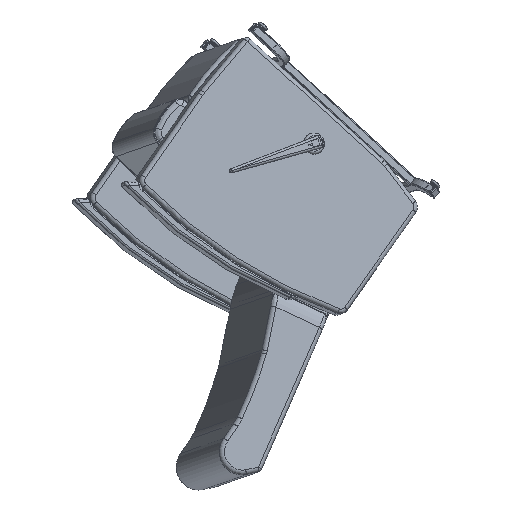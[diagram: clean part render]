
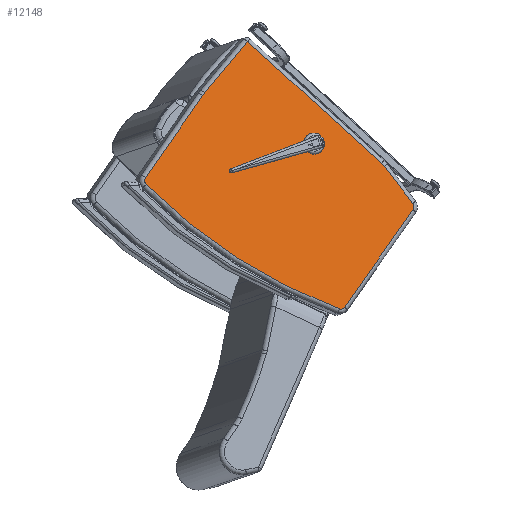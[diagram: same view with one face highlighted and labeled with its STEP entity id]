
A CAD part, left-side view. The second image highlights one B-rep face of the part: STEP entity #12148.
In plain terms, the highlighted face is planar.
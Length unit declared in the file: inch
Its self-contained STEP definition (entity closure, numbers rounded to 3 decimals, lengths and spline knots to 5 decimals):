
#1158=CIRCLE('',#13478,0.625);
#1163=CIRCLE('',#13484,0.5);
#1165=CIRCLE('',#13487,59.625);
#1166=CIRCLE('',#13489,0.625);
#1172=CIRCLE('',#13497,4.5);
#1175=CIRCLE('',#13504,2.625);
#2149=FACE_OUTER_BOUND('',#2963,.T.);
#2963=EDGE_LOOP('',(#9998,#9999,#10000,#10001,#10002,#10003,#10004,#10005,
#10006,#10007,#10008));
#3786=LINE('',#22369,#4607);
#3789=LINE('',#22417,#4610);
#3791=LINE('',#22426,#4612);
#3792=LINE('',#22440,#4613);
#3795=LINE('',#22447,#4616);
#4607=VECTOR('',#16432,0.3937);
#4610=VECTOR('',#16461,0.3937);
#4612=VECTOR('',#16473,0.3937);
#4613=VECTOR('',#16476,0.3937);
#4616=VECTOR('',#16483,0.3937);
#5582=VERTEX_POINT('',#22335);
#5584=VERTEX_POINT('',#22340);
#5585=VERTEX_POINT('',#22351);
#5587=VERTEX_POINT('',#22368);
#5589=VERTEX_POINT('',#22382);
#5592=VERTEX_POINT('',#22390);
#5593=VERTEX_POINT('',#22407);
#5595=VERTEX_POINT('',#22413);
#5597=VERTEX_POINT('',#22419);
#5600=VERTEX_POINT('',#22429);
#5601=VERTEX_POINT('',#22443);
#7072=EDGE_CURVE('',#5584,#5585,#1158,.T.);
#7075=EDGE_CURVE('',#5585,#5587,#3786,.T.);
#7080=EDGE_CURVE('',#5587,#5589,#1163,.T.);
#7082=EDGE_CURVE('',#5589,#5592,#1165,.T.);
#7084=EDGE_CURVE('',#5592,#5593,#1166,.T.);
#7089=EDGE_CURVE('',#5593,#5595,#3789,.T.);
#7092=EDGE_CURVE('',#5595,#5597,#1172,.T.);
#7094=EDGE_CURVE('',#5597,#5582,#3791,.T.);
#7096=EDGE_CURVE('',#5600,#5584,#3792,.T.);
#7100=EDGE_CURVE('',#5582,#5601,#3795,.T.);
#7102=EDGE_CURVE('',#5601,#5600,#1175,.T.);
#9998=ORIENTED_EDGE('',*,*,#7072,.F.);
#9999=ORIENTED_EDGE('',*,*,#7096,.F.);
#10000=ORIENTED_EDGE('',*,*,#7102,.F.);
#10001=ORIENTED_EDGE('',*,*,#7100,.F.);
#10002=ORIENTED_EDGE('',*,*,#7094,.F.);
#10003=ORIENTED_EDGE('',*,*,#7092,.F.);
#10004=ORIENTED_EDGE('',*,*,#7089,.F.);
#10005=ORIENTED_EDGE('',*,*,#7084,.F.);
#10006=ORIENTED_EDGE('',*,*,#7082,.F.);
#10007=ORIENTED_EDGE('',*,*,#7080,.F.);
#10008=ORIENTED_EDGE('',*,*,#7075,.F.);
#11609=PLANE('',#13538);
#12148=ADVANCED_FACE('',(#2149),#11609,.T.);
#13478=AXIS2_PLACEMENT_3D('',#22352,#16426,#16427);
#13484=AXIS2_PLACEMENT_3D('',#22386,#16440,#16441);
#13487=AXIS2_PLACEMENT_3D('',#22391,#16446,#16447);
#13489=AXIS2_PLACEMENT_3D('',#22408,#16450,#16451);
#13497=AXIS2_PLACEMENT_3D('',#22423,#16468,#16469);
#13504=AXIS2_PLACEMENT_3D('',#22450,#16488,#16489);
#13538=AXIS2_PLACEMENT_3D('',#22573,#16572,#16573);
#16426=DIRECTION('center_axis',(0.,0.,-1.));
#16427=DIRECTION('ref_axis',(-0.724,-0.69,0.));
#16432=DIRECTION('',(-0.099,0.995,0.));
#16440=DIRECTION('center_axis',(0.,0.,-1.));
#16441=DIRECTION('ref_axis',(-0.857,0.516,0.));
#16446=DIRECTION('center_axis',(0.,0.,-1.));
#16447=DIRECTION('ref_axis',(-0.167,0.986,0.));
#16450=DIRECTION('center_axis',(0.,0.,-1.));
#16451=DIRECTION('ref_axis',(0.709,0.705,0.));
#16461=DIRECTION('',(0.105,-0.994,0.));
#16468=DIRECTION('center_axis',(0.,0.,-1.));
#16469=DIRECTION('ref_axis',(0.998,0.061,0.));
#16473=DIRECTION('',(0.017,-1.,0.));
#16476=DIRECTION('',(-0.983,0.183,0.));
#16483=DIRECTION('',(-1.,0.,0.));
#16488=DIRECTION('center_axis',(0.,0.,-1.));
#16489=DIRECTION('ref_axis',(-0.093,-0.996,0.));
#16572=DIRECTION('center_axis',(0.,0.,1.));
#16573=DIRECTION('ref_axis',(1.,0.,0.));
#22335=CARTESIAN_POINT('',(13.64019,-8.80367,0.));
#22340=CARTESIAN_POINT('',(-12.30401,-7.80474,0.));
#22351=CARTESIAN_POINT('',(-12.8056,-7.28414,0.));
#22352=CARTESIAN_POINT('Origin',(-12.18763,-7.19067,0.));
#22368=CARTESIAN_POINT('',(-14.15484,6.21782,0.));
#22369=CARTESIAN_POINT('',(-13.08593,-4.47889,0.));
#22382=CARTESIAN_POINT('',(-13.84615,6.7305,0.));
#22386=CARTESIAN_POINT('Origin',(-13.65732,6.26753,0.));
#22390=CARTESIAN_POINT('',(11.75554,11.06645,0.));
#22391=CARTESIAN_POINT('Origin',(8.67221,-48.47877,0.));
#22407=CARTESIAN_POINT('',(12.29572,10.51238,0.));
#22408=CARTESIAN_POINT('Origin',(11.67417,10.44677,0.));
#22413=CARTESIAN_POINT('',(13.48834,-0.78649,0.));
#22417=CARTESIAN_POINT('',(12.79396,5.79203,0.));
#22419=CARTESIAN_POINT('',(13.51257,-1.1835,0.));
#22423=CARTESIAN_POINT('Origin',(9.0132,-1.25885,0.));
#22426=CARTESIAN_POINT('',(13.50113,-0.50047,0.));
#22429=CARTESIAN_POINT('',(-7.18501,-8.75809,0.));
#22440=CARTESIAN_POINT('',(-4.11551,-9.32976,0.));
#22443=CARTESIAN_POINT('',(-6.698,-8.80367,0.));
#22447=CARTESIAN_POINT('',(7.45016,-8.80367,0.));
#22450=CARTESIAN_POINT('Origin',(-6.698,-6.17867,0.));
#22573=CARTESIAN_POINT('Origin',(0.75168,-0.252,0.));
